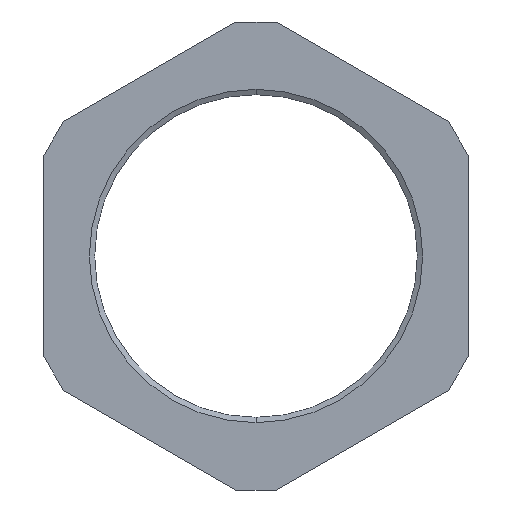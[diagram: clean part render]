
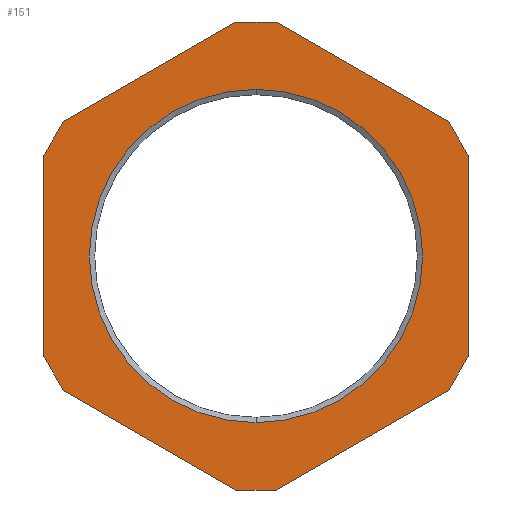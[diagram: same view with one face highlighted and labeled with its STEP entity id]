
A CAD part, front view. The second image highlights one B-rep face of the part: STEP entity #151.
In plain terms, the highlighted planar face has unit normal (0, -1, 0).
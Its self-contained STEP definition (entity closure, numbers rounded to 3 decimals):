
#1 = CARTESIAN_POINT ( 'NONE',  ( -2.842, 0., -33. ) ) ;
#3 = EDGE_LOOP ( 'NONE', ( #14, #294 ) ) ;
#7 = DIRECTION ( 'NONE',  ( -1., 0., 0. ) ) ;
#14 = ORIENTED_EDGE ( 'NONE', *, *, #365, .F. ) ;
#26 = CARTESIAN_POINT ( 'NONE',  ( 0., 0., 34.641 ) ) ;
#33 = DIRECTION ( 'NONE',  ( -0.866, 0., -0.5 ) ) ;
#34 = FACE_OUTER_BOUND ( 'NONE', #346, .T. ) ;
#40 = CARTESIAN_POINT ( 'NONE',  ( 0., 0., 0. ) ) ;
#45 = EDGE_CURVE ( 'NONE', #139, #464, #390, .T. ) ;
#47 = DIRECTION ( 'NONE',  ( 1., 0., 0. ) ) ;
#50 = VECTOR ( 'NONE', #301, 1000. ) ;
#52 = VERTEX_POINT ( 'NONE', #461 ) ;
#53 = FACE_BOUND ( 'NONE', #3, .T. ) ;
#57 = DIRECTION ( 'NONE',  ( 0., 0., -1. ) ) ;
#60 = VECTOR ( 'NONE', #162, 1000. ) ;
#69 = AXIS2_PLACEMENT_3D ( 'NONE', #536, #142, #563 ) ;
#72 = DIRECTION ( 'NONE',  ( -0.5, 0., -0.866 ) ) ;
#73 = LINE ( 'NONE', #406, #60 ) ;
#74 = VERTEX_POINT ( 'NONE', #537 ) ;
#79 = DIRECTION ( 'NONE',  ( 0., -1., 0. ) ) ;
#87 = LINE ( 'NONE', #330, #50 ) ;
#88 = AXIS2_PLACEMENT_3D ( 'NONE', #40, #101, #448 ) ;
#93 = EDGE_CURVE ( 'NONE', #210, #106, #73, .T. ) ;
#96 = ORIENTED_EDGE ( 'NONE', *, *, #371, .F. ) ;
#101 = DIRECTION ( 'NONE',  ( 0., 1., 0. ) ) ;
#106 = VERTEX_POINT ( 'NONE', #247 ) ;
#108 = CARTESIAN_POINT ( 'NONE',  ( 0., 0., -34.641 ) ) ;
#115 = VERTEX_POINT ( 'NONE', #273 ) ;
#121 = AXIS2_PLACEMENT_3D ( 'NONE', #259, #79, #57 ) ;
#126 = VERTEX_POINT ( 'NONE', #637 ) ;
#134 = EDGE_CURVE ( 'NONE', #106, #139, #87, .T. ) ;
#139 = VERTEX_POINT ( 'NONE', #340 ) ;
#140 = CARTESIAN_POINT ( 'NONE',  ( -30., 0., -14.038 ) ) ;
#142 = DIRECTION ( 'NONE',  ( 0., -1., 0. ) ) ;
#143 = CARTESIAN_POINT ( 'NONE',  ( 30., 0., 17.321 ) ) ;
#147 = DIRECTION ( 'NONE',  ( -0.5, 0., 0.866 ) ) ;
#148 = ORIENTED_EDGE ( 'NONE', *, *, #213, .F. ) ;
#151 = ADVANCED_FACE ( 'NONE', ( #53, #34 ), #285, .F. ) ;
#157 = LINE ( 'NONE', #570, #302 ) ;
#162 = DIRECTION ( 'NONE',  ( 0.5, 0., 0.866 ) ) ;
#189 = EDGE_CURVE ( 'NONE', #303, #74, #157, .T. ) ;
#195 = ORIENTED_EDGE ( 'NONE', *, *, #45, .F. ) ;
#196 = EDGE_CURVE ( 'NONE', #115, #480, #541, .T. ) ;
#206 = VECTOR ( 'NONE', #279, 1000. ) ;
#208 = LINE ( 'NONE', #232, #544 ) ;
#210 = VERTEX_POINT ( 'NONE', #606 ) ;
#213 = EDGE_CURVE ( 'NONE', #374, #621, #518, .T. ) ;
#218 = ORIENTED_EDGE ( 'NONE', *, *, #93, .F. ) ;
#226 = VECTOR ( 'NONE', #611, 1000. ) ;
#232 = CARTESIAN_POINT ( 'NONE',  ( -30., 0., -17.321 ) ) ;
#247 = CARTESIAN_POINT ( 'NONE',  ( -27.158, 0., 18.962 ) ) ;
#251 = LINE ( 'NONE', #569, #226 ) ;
#259 = CARTESIAN_POINT ( 'NONE',  ( 0., 0., 0. ) ) ;
#269 = LINE ( 'NONE', #554, #275 ) ;
#272 = CARTESIAN_POINT ( 'NONE',  ( 0., 0., -23.5 ) ) ;
#273 = CARTESIAN_POINT ( 'NONE',  ( 0., 0., 23.5 ) ) ;
#274 = LINE ( 'NONE', #288, #559 ) ;
#275 = VECTOR ( 'NONE', #7, 1000. ) ;
#279 = DIRECTION ( 'NONE',  ( -0.866, 0., 0.5 ) ) ;
#284 = LINE ( 'NONE', #143, #316 ) ;
#285 = PLANE ( 'NONE',  #88 ) ;
#288 = CARTESIAN_POINT ( 'NONE',  ( 38.105, 0., 0. ) ) ;
#294 = ORIENTED_EDGE ( 'NONE', *, *, #196, .F. ) ;
#301 = DIRECTION ( 'NONE',  ( 0.866, 0., 0.5 ) ) ;
#302 = VECTOR ( 'NONE', #33, 1000. ) ;
#303 = VERTEX_POINT ( 'NONE', #383 ) ;
#309 = DIRECTION ( 'NONE',  ( 0., 0., -1. ) ) ;
#316 = VECTOR ( 'NONE', #309, 1000. ) ;
#322 = EDGE_CURVE ( 'NONE', #640, #374, #567, .T. ) ;
#325 = VECTOR ( 'NONE', #147, 1000. ) ;
#330 = CARTESIAN_POINT ( 'NONE',  ( -30., 0., 17.321 ) ) ;
#340 = CARTESIAN_POINT ( 'NONE',  ( -2.842, 0., 33. ) ) ;
#341 = ORIENTED_EDGE ( 'NONE', *, *, #585, .F. ) ;
#346 = EDGE_LOOP ( 'NONE', ( #148, #375, #487, #512, #405, #96, #397, #623, #195, #624, #218, #341 ) ) ;
#358 = CARTESIAN_POINT ( 'NONE',  ( -27.158, 0., -18.962 ) ) ;
#365 = EDGE_CURVE ( 'NONE', #480, #115, #540, .T. ) ;
#371 = EDGE_CURVE ( 'NONE', #633, #126, #284, .T. ) ;
#374 = VERTEX_POINT ( 'NONE', #358 ) ;
#375 = ORIENTED_EDGE ( 'NONE', *, *, #322, .F. ) ;
#379 = VECTOR ( 'NONE', #47, 1000. ) ;
#383 = CARTESIAN_POINT ( 'NONE',  ( 27.158, 0., -18.962 ) ) ;
#390 = LINE ( 'NONE', #469, #379 ) ;
#397 = ORIENTED_EDGE ( 'NONE', *, *, #415, .F. ) ;
#405 = ORIENTED_EDGE ( 'NONE', *, *, #530, .F. ) ;
#406 = CARTESIAN_POINT ( 'NONE',  ( -38.105, 0., 0. ) ) ;
#415 = EDGE_CURVE ( 'NONE', #52, #633, #251, .T. ) ;
#442 = CARTESIAN_POINT ( 'NONE',  ( -19.053, 0., -33. ) ) ;
#448 = DIRECTION ( 'NONE',  ( 0., 0., 1. ) ) ;
#461 = CARTESIAN_POINT ( 'NONE',  ( 27.158, 0., 18.962 ) ) ;
#464 = VERTEX_POINT ( 'NONE', #514 ) ;
#469 = CARTESIAN_POINT ( 'NONE',  ( -19.053, 0., 33. ) ) ;
#480 = VERTEX_POINT ( 'NONE', #272 ) ;
#487 = ORIENTED_EDGE ( 'NONE', *, *, #506, .F. ) ;
#504 = DIRECTION ( 'NONE',  ( 0., 0., 1. ) ) ;
#506 = EDGE_CURVE ( 'NONE', #74, #640, #269, .T. ) ;
#511 = EDGE_CURVE ( 'NONE', #464, #52, #614, .T. ) ;
#512 = ORIENTED_EDGE ( 'NONE', *, *, #189, .F. ) ;
#514 = CARTESIAN_POINT ( 'NONE',  ( 2.842, 0., 33. ) ) ;
#518 = LINE ( 'NONE', #442, #325 ) ;
#522 = VECTOR ( 'NONE', #556, 1000. ) ;
#530 = EDGE_CURVE ( 'NONE', #126, #303, #274, .T. ) ;
#536 = CARTESIAN_POINT ( 'NONE',  ( 0., 0., 0. ) ) ;
#537 = CARTESIAN_POINT ( 'NONE',  ( 2.842, 0., -33. ) ) ;
#540 = CIRCLE ( 'NONE', #121, 23.5 ) ;
#541 = CIRCLE ( 'NONE', #69, 23.5 ) ;
#544 = VECTOR ( 'NONE', #504, 1000. ) ;
#554 = CARTESIAN_POINT ( 'NONE',  ( 19.053, 0., -33. ) ) ;
#556 = DIRECTION ( 'NONE',  ( 0.866, 0., -0.5 ) ) ;
#557 = CARTESIAN_POINT ( 'NONE',  ( 30., 0., 14.038 ) ) ;
#559 = VECTOR ( 'NONE', #72, 1000. ) ;
#563 = DIRECTION ( 'NONE',  ( 0., 0., -1. ) ) ;
#567 = LINE ( 'NONE', #108, #206 ) ;
#569 = CARTESIAN_POINT ( 'NONE',  ( 19.053, 0., 33. ) ) ;
#570 = CARTESIAN_POINT ( 'NONE',  ( 30., 0., -17.321 ) ) ;
#585 = EDGE_CURVE ( 'NONE', #621, #210, #208, .T. ) ;
#606 = CARTESIAN_POINT ( 'NONE',  ( -30., 0., 14.038 ) ) ;
#611 = DIRECTION ( 'NONE',  ( 0.5, 0., -0.866 ) ) ;
#614 = LINE ( 'NONE', #26, #522 ) ;
#621 = VERTEX_POINT ( 'NONE', #140 ) ;
#623 = ORIENTED_EDGE ( 'NONE', *, *, #511, .F. ) ;
#624 = ORIENTED_EDGE ( 'NONE', *, *, #134, .F. ) ;
#633 = VERTEX_POINT ( 'NONE', #557 ) ;
#637 = CARTESIAN_POINT ( 'NONE',  ( 30., 0., -14.038 ) ) ;
#640 = VERTEX_POINT ( 'NONE', #1 ) ;
